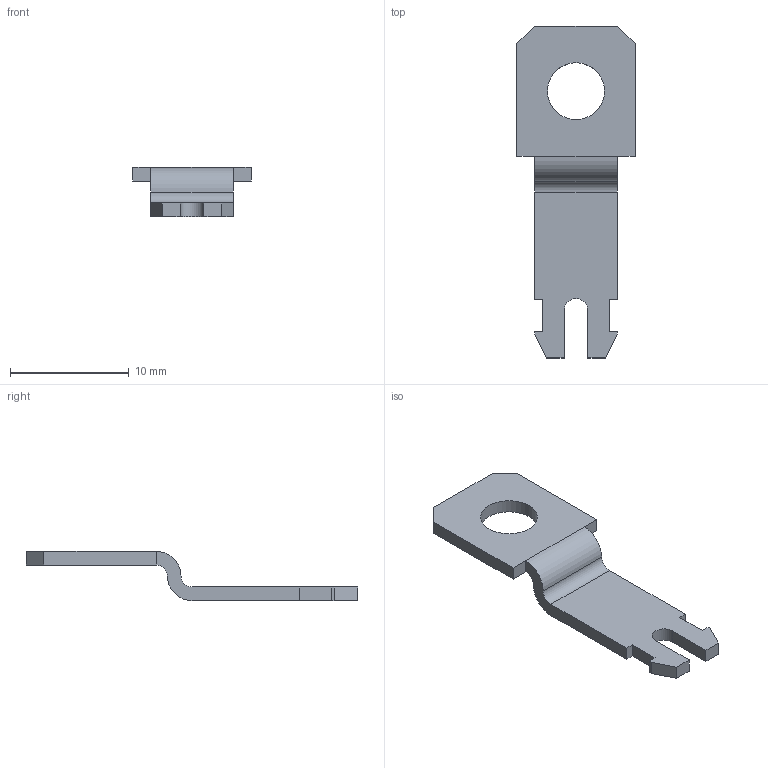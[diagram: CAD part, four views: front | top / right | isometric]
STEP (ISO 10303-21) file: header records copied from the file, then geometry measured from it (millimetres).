
FILE_DESCRIPTION((''),'2;1');
FILE_NAME('12M90029H01.stp','2015-05-26T13:38:39',('rshanor'),(''),'Autodesk Inventor 2013','Autodesk Inventor 2013','');
FILE_SCHEMA(('AUTOMOTIVE_DESIGN { 1 2 10303 214 0 1 1 1 }'));
Length unit declared in the file: millimetre
Products named in the file (1): 12M90029H01
Bounding box: 10 x 28 x 4.15 mm (x, y, z)
Volume: 236.2 mm3; surface area: 529.4 mm2
Topology: 1 solids, 1 shells, 33 faces, 90 edges, 59 vertices
Faces by surface type: plane 27, cylinder 6
Full cylindrical faces by diameter (mm): 4.8 x1
Entity records: 1048 total; most frequent: CARTESIAN_POINT 180, ORIENTED_EDGE 176, DIRECTION 168, EDGE_CURVE 88, VECTOR 76, LINE 76, VERTEX_POINT 58, AXIS2_PLACEMENT_3D 46
